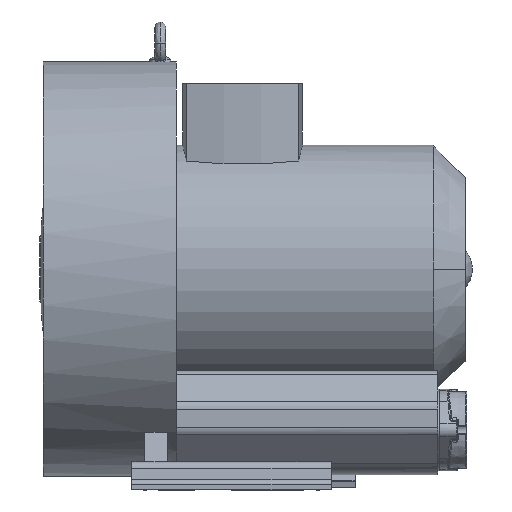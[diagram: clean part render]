
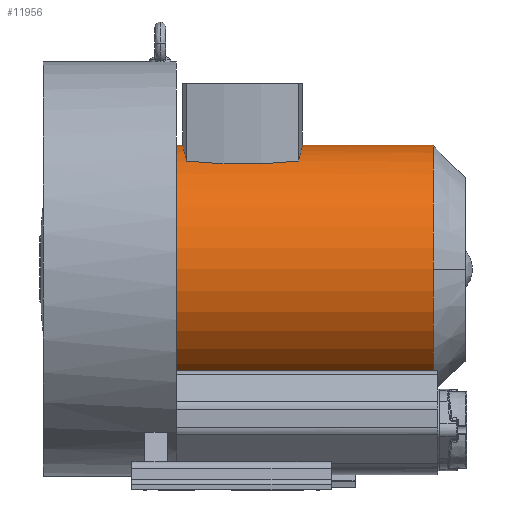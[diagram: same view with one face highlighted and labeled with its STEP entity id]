
A CAD part, left-side view. The second image highlights one B-rep face of the part: STEP entity #11956.
In plain terms, the highlighted cylindrical face has radius 135 mm (diameter 270 mm), a partial arc.
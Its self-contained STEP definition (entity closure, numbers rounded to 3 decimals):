
#188 = CARTESIAN_POINT ( 'NONE',  ( -55.864, -127.754, 123.034 ) ) ;
#311 = EDGE_CURVE ( 'NONE', #6436, #27253, #25895, .T. ) ;
#716 = CARTESIAN_POINT ( 'NONE',  ( -69.519, -106.381, 115.73 ) ) ;
#1152 = CARTESIAN_POINT ( 'NONE',  ( -67.047, -9.763, 117.18 ) ) ;
#3353 = CARTESIAN_POINT ( 'NONE',  ( 0., -273., 135. ) ) ;
#3847 = CARTESIAN_POINT ( 'NONE',  ( -11.56, -130.652, 134.626 ) ) ;
#3964 = CARTESIAN_POINT ( 'NONE',  ( -72.011, -55.649, 114.19 ) ) ;
#3971 = ORIENTED_EDGE ( 'NONE', *, *, #311, .T. ) ;
#4971 = VERTEX_POINT ( 'NONE', #24044 ) ;
#5003 = DIRECTION ( 'NONE',  ( 0., 0., -1. ) ) ;
#5490 = CARTESIAN_POINT ( 'NONE',  ( -61.042, -4.088, 120.549 ) ) ;
#5529 = B_SPLINE_CURVE_WITH_KNOTS ( 'NONE', 3,
 ( #19839, #26949, #3847, #9897, #39294, #6877, #29781, #13775, #36273, #13566, #32823, #188, #33023, #26315 ),
 .UNSPECIFIED., .F., .F.,
 ( 4, 2, 2, 2, 2, 2, 4 ),
 ( 0.076, 0.093, 0.11, 0.119, 0.123, 0.127, 0.145 ),
 .UNSPECIFIED. ) ;
#6436 = VERTEX_POINT ( 'NONE', #36969 ) ;
#6493 = LINE ( 'NONE', #40181, #24292 ) ;
#6877 = CARTESIAN_POINT ( 'NONE',  ( -36.879, -129.442, 129.897 ) ) ;
#7215 = CARTESIAN_POINT ( 'NONE',  ( -70., -30.076, 115.435 ) ) ;
#7424 = CARTESIAN_POINT ( 'NONE',  ( -70.28, -32.634, 115.264 ) ) ;
#8179 = ORIENTED_EDGE ( 'NONE', *, *, #24446, .T. ) ;
#8404 = ORIENTED_EDGE ( 'NONE', *, *, #21554, .T. ) ;
#8700 = CARTESIAN_POINT ( 'NONE',  ( 0., -130.75, 135. ) ) ;
#8703 = DIRECTION ( 'NONE',  ( 0., 1., 0. ) ) ;
#9380 = CARTESIAN_POINT ( 'NONE',  ( 0., -0.5, 135. ) ) ;
#9799 = AXIS2_PLACEMENT_3D ( 'NONE', #32478, #8703, #35512 ) ;
#9803 = CARTESIAN_POINT ( 'NONE',  ( -11.487, -0.596, 134.633 ) ) ;
#9897 = CARTESIAN_POINT ( 'NONE',  ( -22.927, -130.273, 133.162 ) ) ;
#10020 = CARTESIAN_POINT ( 'NONE',  ( -22.889, -0.999, 133.077 ) ) ;
#10228 = CARTESIAN_POINT ( 'NONE',  ( -55.882, -3.498, 123.024 ) ) ;
#10230 = CARTESIAN_POINT ( 'NONE',  ( -68.038, -116.464, 116.623 ) ) ;
#10363 = DIRECTION ( 'NONE',  ( 0., -1., 0. ) ) ;
#10861 = CARTESIAN_POINT ( 'NONE',  ( 0., 6.5, 135. ) ) ;
#11417 = VERTEX_POINT ( 'NONE', #3353 ) ;
#11956 = ADVANCED_FACE ( 'NONE', ( #13654 ), #26826, .T. ) ;
#13265 = CARTESIAN_POINT ( 'NONE',  ( -32.812, -1.539, 130.96 ) ) ;
#13516 = ORIENTED_EDGE ( 'NONE', *, *, #15612, .F. ) ;
#13566 = CARTESIAN_POINT ( 'NONE',  ( -47.841, -128.536, 126.247 ) ) ;
#13654 = FACE_OUTER_BOUND ( 'NONE', #22498, .T. ) ;
#13775 = CARTESIAN_POINT ( 'NONE',  ( -43.759, -128.898, 127.719 ) ) ;
#13985 = VERTEX_POINT ( 'NONE', #8700 ) ;
#14317 = CARTESIAN_POINT ( 'NONE',  ( -66.054, -4.733, 117.737 ) ) ;
#15612 = EDGE_CURVE ( 'NONE', #13985, #11417, #31538, .T. ) ;
#16297 = CARTESIAN_POINT ( 'NONE',  ( -45.27, -2.456, 127.312 ) ) ;
#17562 = CARTESIAN_POINT ( 'NONE',  ( -71.499, -86.151, 114.517 ) ) ;
#17828 = VECTOR ( 'NONE', #39285, 1000. ) ;
#18195 = CIRCLE ( 'NONE', #25798, 135. ) ;
#19602 = AXIS2_PLACEMENT_3D ( 'NONE', #37859, #21636, #5003 ) ;
#19839 = CARTESIAN_POINT ( 'NONE',  ( 0., -130.75, 135. ) ) ;
#19955 = CARTESIAN_POINT ( 'NONE',  ( -39.818, -2.004, 129.124 ) ) ;
#20169 = CARTESIAN_POINT ( 'NONE',  ( -31.398, -1.451, 131.306 ) ) ;
#20384 = CARTESIAN_POINT ( 'NONE',  ( -69.377, -24.975, 115.81 ) ) ;
#20559 = CARTESIAN_POINT ( 'NONE',  ( 0., 5.1, 0. ) ) ;
#21004 = CARTESIAN_POINT ( 'NONE',  ( -66.054, -126.517, 117.737 ) ) ;
#21554 = EDGE_CURVE ( 'NONE', #13985, #36832, #5529, .T. ) ;
#21636 = DIRECTION ( 'NONE',  ( 0., 1., 0. ) ) ;
#21804 = CARTESIAN_POINT ( 'NONE',  ( 0., 5.1, 135. ) ) ;
#21905 = CARTESIAN_POINT ( 'NONE',  ( -66.054, -4.733, 117.737 ) ) ;
#22212 = VECTOR ( 'NONE', #38246, 1000. ) ;
#22498 = EDGE_LOOP ( 'NONE', ( #32383, #33517, #3971, #33341, #26626, #13516, #8404, #38113, #8179 ) ) ;
#22764 = CARTESIAN_POINT ( 'NONE',  ( -28.566, -1.287, 131.951 ) ) ;
#23204 = CARTESIAN_POINT ( 'NONE',  ( -5.757, -0.5, 135. ) ) ;
#23594 = DIRECTION ( 'NONE',  ( 0., 0., -1. ) ) ;
#24044 = CARTESIAN_POINT ( 'NONE',  ( -135., -273., 0. ) ) ;
#24292 = VECTOR ( 'NONE', #10363, 1000. ) ;
#24446 = EDGE_CURVE ( 'NONE', #34763, #30601, #35267, .T. ) ;
#25798 = AXIS2_PLACEMENT_3D ( 'NONE', #32660, #39130, #32444 ) ;
#25895 = LINE ( 'NONE', #36050, #17828 ) ;
#26315 = CARTESIAN_POINT ( 'NONE',  ( -66.054, -126.517, 117.737 ) ) ;
#26626 = ORIENTED_EDGE ( 'NONE', *, *, #31316, .T. ) ;
#26826 = CYLINDRICAL_SURFACE ( 'NONE', #41497, 135. ) ;
#26949 = CARTESIAN_POINT ( 'NONE',  ( -5.814, -130.75, 135. ) ) ;
#27002 = B_SPLINE_CURVE_WITH_KNOTS ( 'NONE', 3,
 ( #21004, #10230, #716, #17562, #34196, #3964, #40680, #7424, #7215, #20384, #30751, #29901, #1152, #14317 ),
 .UNSPECIFIED., .F., .F.,
 ( 4, 2, 2, 2, 2, 2, 4 ),
 ( 0., 0.03, 0.061, 0.091, 0.099, 0.107, 0.122 ),
 .UNSPECIFIED. ) ;
#27253 = VERTEX_POINT ( 'NONE', #36725 ) ;
#27740 = CIRCLE ( 'NONE', #9799, 135. ) ;
#29680 = CARTESIAN_POINT ( 'NONE',  ( -20.044, -0.88, 133.535 ) ) ;
#29781 = CARTESIAN_POINT ( 'NONE',  ( -39.641, -129.237, 129.081 ) ) ;
#29901 = CARTESIAN_POINT ( 'NONE',  ( -67.916, -14.816, 116.675 ) ) ;
#30601 = VERTEX_POINT ( 'NONE', #9380 ) ;
#30751 = CARTESIAN_POINT ( 'NONE',  ( -69.035, -22.431, 116.014 ) ) ;
#30797 = EDGE_CURVE ( 'NONE', #6436, #36497, #35499, .T. ) ;
#30911 = CARTESIAN_POINT ( 'NONE',  ( -66.054, -126.517, 117.737 ) ) ;
#31316 = EDGE_CURVE ( 'NONE', #4971, #11417, #18195, .T. ) ;
#31538 = LINE ( 'NONE', #21804, #22212 ) ;
#32383 = ORIENTED_EDGE ( 'NONE', *, *, #42114, .F. ) ;
#32444 = DIRECTION ( 'NONE',  ( 0., 0., -1. ) ) ;
#32478 = CARTESIAN_POINT ( 'NONE',  ( 0., -273., 0. ) ) ;
#32660 = CARTESIAN_POINT ( 'NONE',  ( 0., -273., 0. ) ) ;
#32729 = CARTESIAN_POINT ( 'NONE',  ( 0., -0.5, 135. ) ) ;
#32823 = CARTESIAN_POINT ( 'NONE',  ( -49.187, -128.409, 125.729 ) ) ;
#33023 = CARTESIAN_POINT ( 'NONE',  ( -61.041, -127.162, 120.549 ) ) ;
#33341 = ORIENTED_EDGE ( 'NONE', *, *, #40840, .T. ) ;
#33517 = ORIENTED_EDGE ( 'NONE', *, *, #30797, .F. ) ;
#34196 = CARTESIAN_POINT ( 'NONE',  ( -71.998, -76.005, 114.198 ) ) ;
#34763 = VERTEX_POINT ( 'NONE', #41854 ) ;
#35267 = B_SPLINE_CURVE_WITH_KNOTS ( 'NONE', 3,
 ( #21905, #5490, #10228, #16297, #19955, #13265, #20169, #22764, #42665, #10020, #29680, #9803, #23204, #32729 ),
 .UNSPECIFIED., .F., .F.,
 ( 4, 2, 2, 2, 2, 2, 4 ),
 ( 0.007, 0.024, 0.042, 0.046, 0.05, 0.059, 0.076 ),
 .UNSPECIFIED. ) ;
#35499 = CIRCLE ( 'NONE', #19602, 135. ) ;
#35512 = DIRECTION ( 'NONE',  ( 0., 0., -1. ) ) ;
#35912 = EDGE_CURVE ( 'NONE', #36832, #34763, #27002, .T. ) ;
#36050 = CARTESIAN_POINT ( 'NONE',  ( 0., 5.1, -135. ) ) ;
#36273 = CARTESIAN_POINT ( 'NONE',  ( -45.128, -128.78, 127.242 ) ) ;
#36497 = VERTEX_POINT ( 'NONE', #10861 ) ;
#36725 = CARTESIAN_POINT ( 'NONE',  ( 0., -273., -135. ) ) ;
#36832 = VERTEX_POINT ( 'NONE', #30911 ) ;
#36969 = CARTESIAN_POINT ( 'NONE',  ( 0., 6.5, -135. ) ) ;
#37859 = CARTESIAN_POINT ( 'NONE',  ( 0., 6.5, 0. ) ) ;
#38113 = ORIENTED_EDGE ( 'NONE', *, *, #35912, .T. ) ;
#38246 = DIRECTION ( 'NONE',  ( 0., -1., 0. ) ) ;
#39130 = DIRECTION ( 'NONE',  ( 0., 1., 0. ) ) ;
#39285 = DIRECTION ( 'NONE',  ( 0., -1., 0. ) ) ;
#39294 = CARTESIAN_POINT ( 'NONE',  ( -28.546, -129.992, 132.072 ) ) ;
#40019 = DIRECTION ( 'NONE',  ( 0., -1., 0. ) ) ;
#40181 = CARTESIAN_POINT ( 'NONE',  ( 0., 5.1, 135. ) ) ;
#40680 = CARTESIAN_POINT ( 'NONE',  ( -71.525, -45.438, 114.501 ) ) ;
#40840 = EDGE_CURVE ( 'NONE', #27253, #4971, #27740, .T. ) ;
#41497 = AXIS2_PLACEMENT_3D ( 'NONE', #20559, #40019, #23594 ) ;
#41854 = CARTESIAN_POINT ( 'NONE',  ( -66.054, -4.733, 117.737 ) ) ;
#42114 = EDGE_CURVE ( 'NONE', #36497, #30601, #6493, .T. ) ;
#42665 = CARTESIAN_POINT ( 'NONE',  ( -27.148, -1.211, 132.25 ) ) ;
